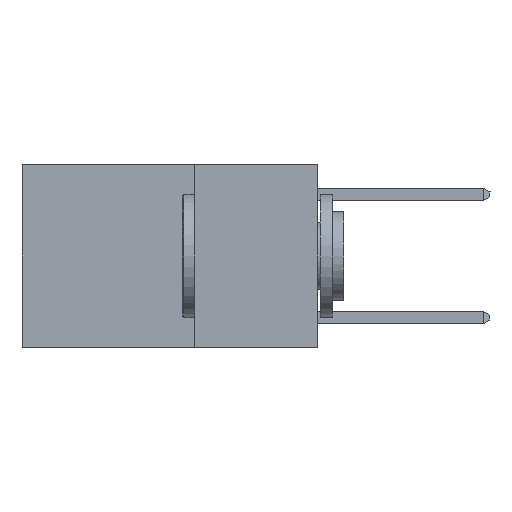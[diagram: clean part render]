
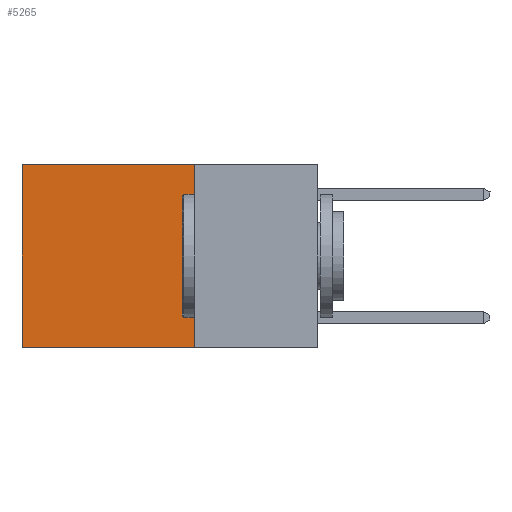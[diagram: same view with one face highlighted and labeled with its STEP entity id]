
A CAD part, left-side view. The second image highlights one B-rep face of the part: STEP entity #5265.
In plain terms, the highlighted planar face has unit normal (-1, 0, 0).
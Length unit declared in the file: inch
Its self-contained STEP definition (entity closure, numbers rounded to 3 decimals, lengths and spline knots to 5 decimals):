
#25 = VECTOR ( 'NONE', #8400, 39.37008 ) ;
#37 = CARTESIAN_POINT ( 'NONE',  ( 0.2625, 0.25, 0. ) ) ;
#119 = FACE_OUTER_BOUND ( 'NONE', #5803, .T. ) ;
#413 = CARTESIAN_POINT ( 'NONE',  ( 0.2625, 0.6, 0. ) ) ;
#903 = VECTOR ( 'NONE', #1259, 39.37008 ) ;
#921 = VERTEX_POINT ( 'NONE', #413 ) ;
#1194 = EDGE_CURVE ( 'NONE', #9002, #2742, #3123, .T. ) ;
#1259 = DIRECTION ( 'NONE',  ( 0., 1., 0. ) ) ;
#1917 = CARTESIAN_POINT ( 'NONE',  ( 0.2625, 0.6, 0. ) ) ;
#2092 = LINE ( 'NONE', #37, #4007 ) ;
#2188 = LINE ( 'NONE', #1917, #25 ) ;
#2366 = EDGE_CURVE ( 'NONE', #3181, #9002, #2092, .T. ) ;
#2742 = VERTEX_POINT ( 'NONE', #9071 ) ;
#2930 = EDGE_CURVE ( 'NONE', #3181, #921, #4374, .T. ) ;
#3123 = LINE ( 'NONE', #8738, #903 ) ;
#3181 = VERTEX_POINT ( 'NONE', #10130 ) ;
#3932 = DIRECTION ( 'NONE',  ( 1., 0., 0. ) ) ;
#3952 = DIRECTION ( 'NONE',  ( 0., 1., 0. ) ) ;
#4007 = VECTOR ( 'NONE', #10483, 39.37008 ) ;
#4374 = LINE ( 'NONE', #7347, #8418 ) ;
#4823 = CARTESIAN_POINT ( 'NONE',  ( 0.2625, 0.25, -0.37 ) ) ;
#5265 = ADVANCED_FACE ( 'NONE', ( #119 ), #8762, .F. ) ;
#5803 = EDGE_LOOP ( 'NONE', ( #8758, #7344, #10087, #9636 ) ) ;
#5856 = AXIS2_PLACEMENT_3D ( 'NONE', #7947, #3932, #9585 ) ;
#7344 = ORIENTED_EDGE ( 'NONE', *, *, #1194, .F. ) ;
#7347 = CARTESIAN_POINT ( 'NONE',  ( 0.2625, 0.25, 0. ) ) ;
#7947 = CARTESIAN_POINT ( 'NONE',  ( 0.2625, 0.25, 0. ) ) ;
#8400 = DIRECTION ( 'NONE',  ( 0., 0., -1. ) ) ;
#8418 = VECTOR ( 'NONE', #3952, 39.37008 ) ;
#8634 = EDGE_CURVE ( 'NONE', #921, #2742, #2188, .T. ) ;
#8738 = CARTESIAN_POINT ( 'NONE',  ( 0.2625, 0.25, -0.37 ) ) ;
#8758 = ORIENTED_EDGE ( 'NONE', *, *, #8634, .T. ) ;
#8762 = PLANE ( 'NONE',  #5856 ) ;
#9002 = VERTEX_POINT ( 'NONE', #4823 ) ;
#9071 = CARTESIAN_POINT ( 'NONE',  ( 0.2625, 0.6, -0.37 ) ) ;
#9585 = DIRECTION ( 'NONE',  ( 0., 0., -1. ) ) ;
#9636 = ORIENTED_EDGE ( 'NONE', *, *, #2930, .T. ) ;
#10087 = ORIENTED_EDGE ( 'NONE', *, *, #2366, .F. ) ;
#10130 = CARTESIAN_POINT ( 'NONE',  ( 0.2625, 0.25, 0. ) ) ;
#10483 = DIRECTION ( 'NONE',  ( 0., 0., -1. ) ) ;
